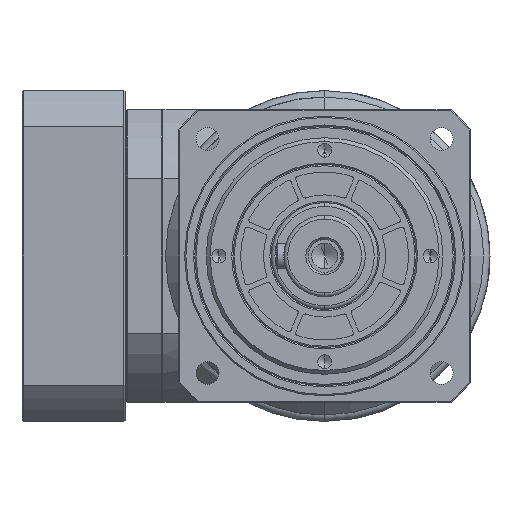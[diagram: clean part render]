
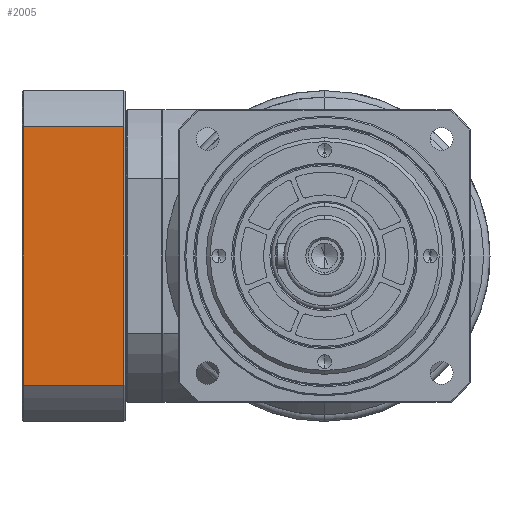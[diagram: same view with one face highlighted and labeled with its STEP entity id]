
A CAD part, left-side view. The second image highlights one B-rep face of the part: STEP entity #2005.
In plain terms, the highlighted face is planar.
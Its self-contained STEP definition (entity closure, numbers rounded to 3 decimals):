
#552=DIRECTION('',(1.,0.,0.));
#553=VECTOR('',#552,39.5);
#554=CARTESIAN_POINT('',(0.5,50.806,65.));
#555=LINE('',#554,#553);
#635=DIRECTION('',(0.,-1.,0.));
#636=VECTOR('',#635,101.612);
#637=CARTESIAN_POINT('',(0.5,50.806,65.));
#638=LINE('',#637,#636);
#639=DIRECTION('',(-1.,0.,0.));
#640=VECTOR('',#639,39.5);
#641=CARTESIAN_POINT('',(40.,-50.806,65.));
#642=LINE('',#641,#640);
#837=DIRECTION('',(0.,-1.,0.));
#838=VECTOR('',#837,101.612);
#839=CARTESIAN_POINT('',(40.,50.806,65.));
#840=LINE('',#839,#838);
#1364=CARTESIAN_POINT('',(40.,-50.806,65.));
#1366=VERTEX_POINT('',#1364);
#1499=CARTESIAN_POINT('',(0.5,50.806,65.));
#1500=CARTESIAN_POINT('',(40.,50.806,65.));
#1501=VERTEX_POINT('',#1499);
#1502=VERTEX_POINT('',#1500);
#1511=CARTESIAN_POINT('',(0.5,-50.806,65.));
#1512=VERTEX_POINT('',#1511);
#1992=CARTESIAN_POINT('',(0.,-65.,65.));
#1993=DIRECTION('',(0.,0.,1.));
#1994=DIRECTION('',(1.,0.,0.));
#1995=AXIS2_PLACEMENT_3D('',#1992,#1993,#1994);
#1996=PLANE('',#1995);
#1998=ORIENTED_EDGE('',*,*,#1997,.T.);
#1999=ORIENTED_EDGE('',*,*,#1987,.F.);
#2000=ORIENTED_EDGE('',*,*,#1869,.T.);
#2002=ORIENTED_EDGE('',*,*,#2001,.T.);
#2003=EDGE_LOOP('',(#1998,#1999,#2000,#2002));
#2004=FACE_OUTER_BOUND('',#2003,.F.);
#2005=ADVANCED_FACE('',(#2004),#1996,.T.);
#1869=EDGE_CURVE('',#1501,#1502,#555,.T.);
#1987=EDGE_CURVE('',#1501,#1512,#638,.T.);
#1997=EDGE_CURVE('',#1366,#1512,#642,.T.);
#2001=EDGE_CURVE('',#1502,#1366,#840,.T.);
